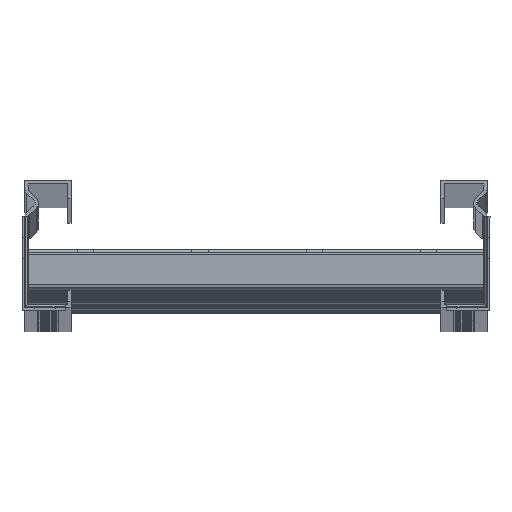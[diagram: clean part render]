
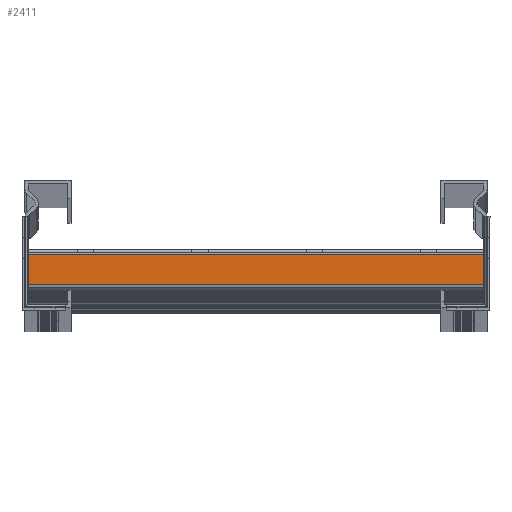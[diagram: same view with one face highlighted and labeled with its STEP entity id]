
A CAD part, top view. The second image highlights one B-rep face of the part: STEP entity #2411.
In plain terms, the highlighted face is planar.
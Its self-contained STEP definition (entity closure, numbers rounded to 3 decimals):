
#559 = VECTOR ( 'NONE', #11341, 1000. ) ;
#899 = EDGE_LOOP ( 'NONE', ( #7223, #11138, #1800, #4585 ) ) ;
#1742 = CARTESIAN_POINT ( 'NONE',  ( 18., 18., 98.5 ) ) ;
#1800 = ORIENTED_EDGE ( 'NONE', *, *, #12900, .T. ) ;
#1888 = VECTOR ( 'NONE', #12677, 1000. ) ;
#2376 = CARTESIAN_POINT ( 'NONE',  ( 18., 2.5, -98.5 ) ) ;
#2411 = ADVANCED_FACE ( 'NONE', ( #4517 ), #6716, .T. ) ;
#3043 = CARTESIAN_POINT ( 'NONE',  ( 18., 15.5, -98.5 ) ) ;
#3301 = LINE ( 'NONE', #8858, #4572 ) ;
#3699 = EDGE_CURVE ( 'NONE', #12366, #9026, #3301, .T. ) ;
#4517 = FACE_OUTER_BOUND ( 'NONE', #899, .T. ) ;
#4572 = VECTOR ( 'NONE', #11250, 1000. ) ;
#4585 = ORIENTED_EDGE ( 'NONE', *, *, #12356, .T. ) ;
#4969 = LINE ( 'NONE', #5412, #559 ) ;
#5412 = CARTESIAN_POINT ( 'NONE',  ( 18., 18., -98.5 ) ) ;
#5517 = VERTEX_POINT ( 'NONE', #12039 ) ;
#5791 = DIRECTION ( 'NONE',  ( 0., 0., -1. ) ) ;
#6278 = EDGE_CURVE ( 'NONE', #9026, #7610, #4969, .T. ) ;
#6470 = LINE ( 'NONE', #12734, #11671 ) ;
#6716 = PLANE ( 'NONE',  #12530 ) ;
#7223 = ORIENTED_EDGE ( 'NONE', *, *, #6278, .F. ) ;
#7610 = VERTEX_POINT ( 'NONE', #2376 ) ;
#7733 = CARTESIAN_POINT ( 'NONE',  ( 18., 15.5, 98.5 ) ) ;
#8858 = CARTESIAN_POINT ( 'NONE',  ( 18., 15.5, 98.5 ) ) ;
#9026 = VERTEX_POINT ( 'NONE', #3043 ) ;
#10675 = CARTESIAN_POINT ( 'NONE',  ( 18., 18., 98.5 ) ) ;
#10853 = DIRECTION ( 'NONE',  ( 1., 0., 0. ) ) ;
#11138 = ORIENTED_EDGE ( 'NONE', *, *, #3699, .F. ) ;
#11215 = LINE ( 'NONE', #10675, #1888 ) ;
#11250 = DIRECTION ( 'NONE',  ( 0., 0., -1. ) ) ;
#11341 = DIRECTION ( 'NONE',  ( 0., -1., 0. ) ) ;
#11671 = VECTOR ( 'NONE', #11769, 1000. ) ;
#11769 = DIRECTION ( 'NONE',  ( 0., 0., -1. ) ) ;
#12039 = CARTESIAN_POINT ( 'NONE',  ( 18., 2.5, 98.5 ) ) ;
#12356 = EDGE_CURVE ( 'NONE', #5517, #7610, #6470, .T. ) ;
#12366 = VERTEX_POINT ( 'NONE', #7733 ) ;
#12530 = AXIS2_PLACEMENT_3D ( 'NONE', #1742, #10853, #5791 ) ;
#12677 = DIRECTION ( 'NONE',  ( 0., -1., 0. ) ) ;
#12734 = CARTESIAN_POINT ( 'NONE',  ( 18., 2.5, 98.5 ) ) ;
#12900 = EDGE_CURVE ( 'NONE', #12366, #5517, #11215, .T. ) ;
